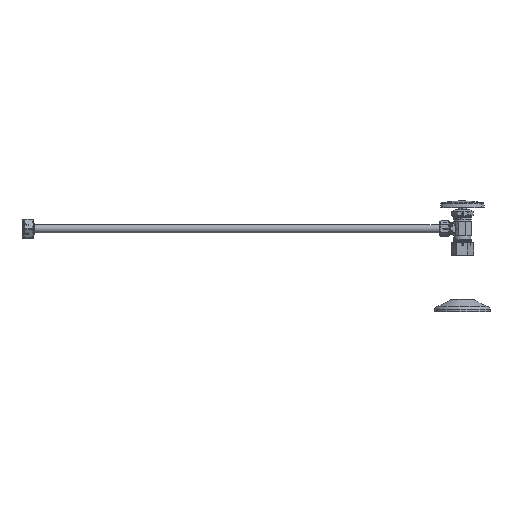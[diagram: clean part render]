
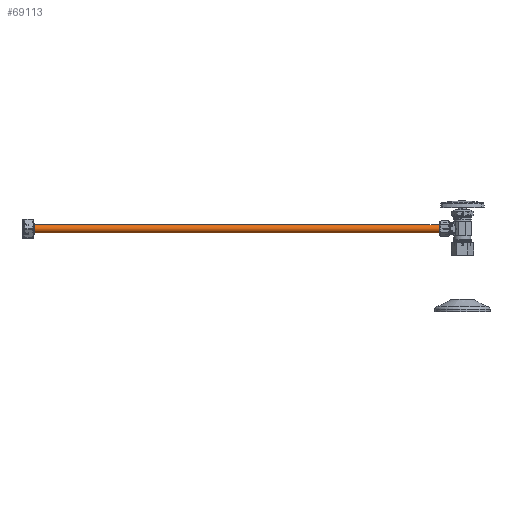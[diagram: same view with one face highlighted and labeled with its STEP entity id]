
A CAD part, left-side view. The second image highlights one B-rep face of the part: STEP entity #69113.
In plain terms, the highlighted cylindrical face has radius 4.763 mm (diameter 9.525 mm), a partial arc.
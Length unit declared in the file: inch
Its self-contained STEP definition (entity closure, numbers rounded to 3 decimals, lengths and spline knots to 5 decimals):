
#68701=CARTESIAN_POINT('',(0.,0.33,0.));
#68702=DIRECTION('',(0.,-1.,0.));
#68703=DIRECTION('',(0.,0.,1.));
#68704=AXIS2_PLACEMENT_3D('',#68701,#68702,#68703);
#68721=DIRECTION('',(0.,1.,0.));
#68722=VECTOR('',#68721,19.35);
#68723=CARTESIAN_POINT('',(0.,0.33,0.1875));
#68724=LINE('',#68723,#68722);
#68725=DIRECTION('',(0.,-1.,0.));
#68726=VECTOR('',#68725,19.35);
#68727=CARTESIAN_POINT('',(0.,19.68,-0.1875));
#68728=LINE('',#68727,#68726);
#68729=CARTESIAN_POINT('',(0.,19.68,0.));
#68730=DIRECTION('',(0.,-1.,0.));
#68731=DIRECTION('',(0.,0.,1.));
#68732=AXIS2_PLACEMENT_3D('',#68729,#68730,#68731);
#68869=CARTESIAN_POINT('',(0.,19.68,-0.1875));
#68870=CARTESIAN_POINT('',(0.,0.33,-0.1875));
#68871=VERTEX_POINT('',#68869);
#68872=VERTEX_POINT('',#68870);
#68873=CARTESIAN_POINT('',(0.,0.33,0.1875));
#68874=CARTESIAN_POINT('',(0.,19.68,0.1875));
#68875=VERTEX_POINT('',#68873);
#68876=VERTEX_POINT('',#68874);
#69099=CARTESIAN_POINT('',(0.,20.067,0.));
#69100=DIRECTION('',(0.,-1.,0.));
#69101=DIRECTION('',(0.,0.,1.));
#69102=AXIS2_PLACEMENT_3D('',#69099,#69100,#69101);
#69103=CYLINDRICAL_SURFACE('',#69102,0.1875);
#69105=ORIENTED_EDGE('',*,*,#69104,.F.);
#69107=ORIENTED_EDGE('',*,*,#69106,.F.);
#69109=ORIENTED_EDGE('',*,*,#69108,.F.);
#69110=ORIENTED_EDGE('',*,*,#69088,.T.);
#69111=EDGE_LOOP('',(#69105,#69107,#69109,#69110));
#69112=FACE_OUTER_BOUND('',#69111,.F.);
#69113=ADVANCED_FACE('',(#69112),#69103,.T.);
#68705=CIRCLE('',#68704,0.1875);
#68733=CIRCLE('',#68732,0.1875);
#69088=EDGE_CURVE('',#68875,#68872,#68705,.T.);
#69104=EDGE_CURVE('',#68871,#68872,#68728,.T.);
#69106=EDGE_CURVE('',#68876,#68871,#68733,.T.);
#69108=EDGE_CURVE('',#68875,#68876,#68724,.T.);
